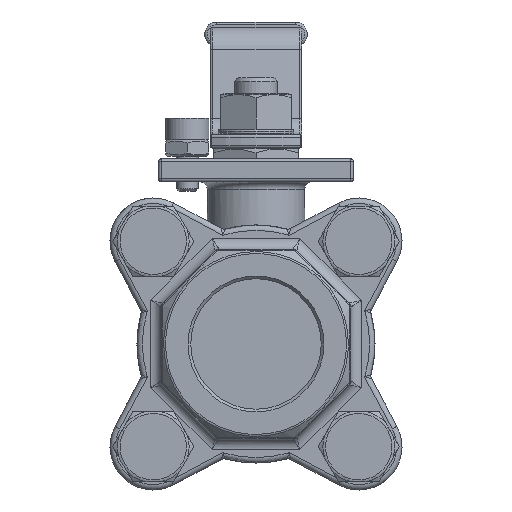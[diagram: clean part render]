
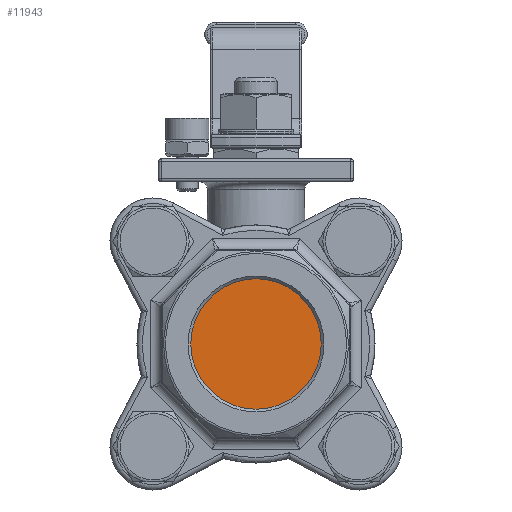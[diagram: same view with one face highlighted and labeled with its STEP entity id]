
A CAD part, front view. The second image highlights one B-rep face of the part: STEP entity #11943.
In plain terms, the highlighted planar face has unit normal (0, -1, 0).
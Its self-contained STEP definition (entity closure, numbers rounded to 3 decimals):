
#11891=CARTESIAN_POINT('',(12.058,0.0,0.));
#11892=VERTEX_POINT('',#11891);
#11893=CARTESIAN_POINT('',(0.,0.0,0.));
#11894=DIRECTION('',(0.0,-1.0,0.0));
#11895=DIRECTION('',(1.0,0.0,0.0));
#11896=AXIS2_PLACEMENT_3D('',#11893,#11894,#11895);
#11897=CIRCLE('',#11896,12.059);
#11898=EDGE_CURVE('',#11892,#11892,#11897,.T.);
#11935=CARTESIAN_POINT('',(0.,0.0,0.));
#11936=DIRECTION('',(0.0,-1.0,0.0));
#11937=DIRECTION('',(1.0,0.0,0.0));
#11938=AXIS2_PLACEMENT_3D('',#11935,#11936,#11937);
#11939=PLANE('',#11938);
#11940=ORIENTED_EDGE('',*,*,#11898,.T.);
#11941=EDGE_LOOP('',(#11940));
#11942=FACE_OUTER_BOUND('',#11941,.T.);
#11943=ADVANCED_FACE('',(#11942),#11939,.T.);
